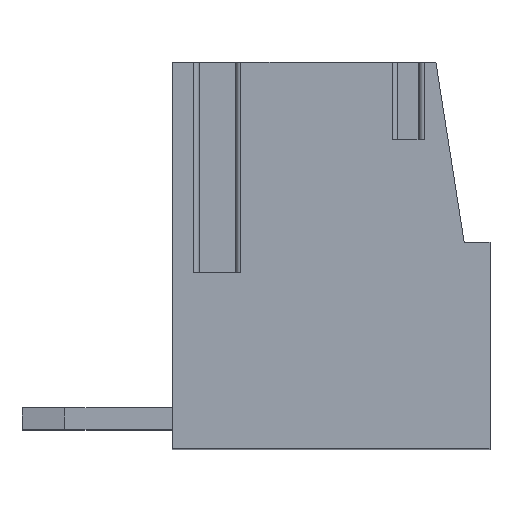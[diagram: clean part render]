
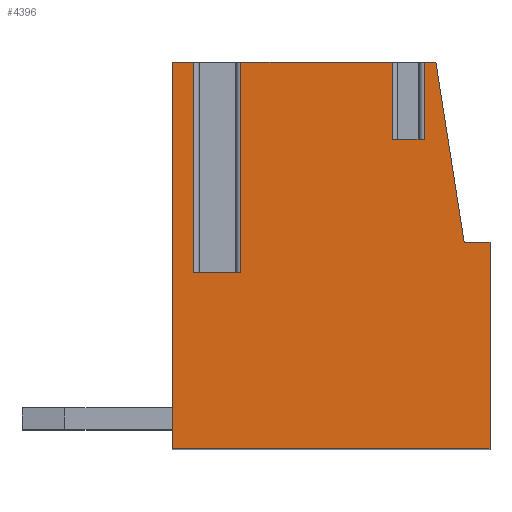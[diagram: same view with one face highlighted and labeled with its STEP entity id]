
A CAD part, top view. The second image highlights one B-rep face of the part: STEP entity #4396.
In plain terms, the highlighted planar face has unit normal (0, 0, 1).
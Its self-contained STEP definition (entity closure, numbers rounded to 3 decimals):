
#902=DIRECTION('',(0.,1.,0.));
#903=VECTOR('',#902,1.8);
#904=CARTESIAN_POINT('',(1.436,2.4,1.905));
#905=LINE('',#904,#903);
#906=DIRECTION('',(0.,1.,0.));
#907=VECTOR('',#906,1.8);
#908=CARTESIAN_POINT('',(2.164,2.4,1.905));
#909=LINE('',#908,#907);
#910=DIRECTION('',(-1.,0.,0.));
#911=VECTOR('',#910,0.276);
#912=CARTESIAN_POINT('',(2.44,4.2,1.905));
#913=LINE('',#912,#911);
#914=DIRECTION('',(-0.155,0.988,0.));
#915=VECTOR('',#914,4.252);
#916=CARTESIAN_POINT('',(3.1,0.,1.905));
#917=LINE('',#916,#915);
#918=DIRECTION('',(-1.,0.,0.));
#919=VECTOR('',#918,0.6);
#920=CARTESIAN_POINT('',(3.7,0.,1.905));
#921=LINE('',#920,#919);
#922=DIRECTION('',(0.,1.,0.));
#923=VECTOR('',#922,4.8);
#924=CARTESIAN_POINT('',(3.7,-4.8,1.905));
#925=LINE('',#924,#923);
#926=DIRECTION('',(1.,0.,0.));
#927=VECTOR('',#926,7.4);
#928=CARTESIAN_POINT('',(-3.7,-4.8,1.905));
#929=LINE('',#928,#927);
#930=DIRECTION('',(0.,-1.,0.));
#931=VECTOR('',#930,9.);
#932=CARTESIAN_POINT('',(-3.7,4.2,1.905));
#933=LINE('',#932,#931);
#934=DIRECTION('',(-1.,0.,0.));
#935=VECTOR('',#934,0.504);
#936=CARTESIAN_POINT('',(-3.196,4.2,1.905));
#937=LINE('',#936,#935);
#938=DIRECTION('',(0.,1.,0.));
#939=VECTOR('',#938,4.9);
#940=CARTESIAN_POINT('',(-3.196,-0.7,1.905));
#941=LINE('',#940,#939);
#942=DIRECTION('',(-1.,0.,0.));
#943=VECTOR('',#942,1.093);
#944=CARTESIAN_POINT('',(-2.104,-0.7,1.905));
#945=LINE('',#944,#943);
#946=DIRECTION('',(0.,1.,0.));
#947=VECTOR('',#946,4.9);
#948=CARTESIAN_POINT('',(-2.104,-0.7,1.905));
#949=LINE('',#948,#947);
#950=DIRECTION('',(-1.,0.,0.));
#951=VECTOR('',#950,3.54);
#952=CARTESIAN_POINT('',(1.436,4.2,1.905));
#953=LINE('',#952,#951);
#963=DIRECTION('',(1.,0.,0.));
#964=VECTOR('',#963,0.728);
#965=CARTESIAN_POINT('',(1.436,2.4,1.905));
#966=LINE('',#965,#964);
#2465=CARTESIAN_POINT('',(3.7,0.,1.905));
#2466=CARTESIAN_POINT('',(3.1,0.,1.905));
#2467=VERTEX_POINT('',#2465);
#2468=VERTEX_POINT('',#2466);
#2469=CARTESIAN_POINT('',(2.44,4.2,1.905));
#2470=VERTEX_POINT('',#2469);
#2471=CARTESIAN_POINT('',(-3.7,4.2,1.905));
#2472=CARTESIAN_POINT('',(-3.7,-4.8,1.905));
#2473=VERTEX_POINT('',#2471);
#2474=VERTEX_POINT('',#2472);
#2475=CARTESIAN_POINT('',(3.7,-4.8,1.905));
#2476=VERTEX_POINT('',#2475);
#2509=CARTESIAN_POINT('',(-2.104,-0.7,1.905));
#2510=CARTESIAN_POINT('',(-3.196,-0.7,1.905));
#2511=VERTEX_POINT('',#2509);
#2512=VERTEX_POINT('',#2510);
#2513=CARTESIAN_POINT('',(-3.196,4.2,1.905));
#2514=VERTEX_POINT('',#2513);
#2515=CARTESIAN_POINT('',(-2.104,4.2,1.905));
#2516=VERTEX_POINT('',#2515);
#2521=CARTESIAN_POINT('',(1.436,4.2,1.905));
#2522=VERTEX_POINT('',#2521);
#2524=CARTESIAN_POINT('',(2.164,4.2,1.905));
#2526=VERTEX_POINT('',#2524);
#2589=CARTESIAN_POINT('',(1.436,2.4,1.905));
#2590=VERTEX_POINT('',#2589);
#2592=CARTESIAN_POINT('',(2.164,2.4,1.905));
#2594=VERTEX_POINT('',#2592);
#4365=CARTESIAN_POINT('',(0.,0.,1.905));
#4366=DIRECTION('',(0.,0.,1.));
#4367=DIRECTION('',(1.,0.,0.));
#4368=AXIS2_PLACEMENT_3D('',#4365,#4366,#4367);
#4369=PLANE('',#4368);
#4371=ORIENTED_EDGE('',*,*,#4370,.F.);
#4373=ORIENTED_EDGE('',*,*,#4372,.T.);
#4375=ORIENTED_EDGE('',*,*,#4374,.T.);
#4376=ORIENTED_EDGE('',*,*,#3296,.F.);
#4378=ORIENTED_EDGE('',*,*,#4377,.F.);
#4380=ORIENTED_EDGE('',*,*,#4379,.F.);
#4382=ORIENTED_EDGE('',*,*,#4381,.F.);
#4384=ORIENTED_EDGE('',*,*,#4383,.F.);
#4385=ORIENTED_EDGE('',*,*,#3421,.F.);
#4386=ORIENTED_EDGE('',*,*,#3320,.F.);
#4388=ORIENTED_EDGE('',*,*,#4387,.F.);
#4390=ORIENTED_EDGE('',*,*,#4389,.F.);
#4392=ORIENTED_EDGE('',*,*,#4391,.T.);
#4393=ORIENTED_EDGE('',*,*,#3308,.F.);
#4394=EDGE_LOOP('',(#4371,#4373,#4375,#4376,#4378,#4380,#4382,#4384,#4385,#4386,
#4388,#4390,#4392,#4393));
#4395=FACE_OUTER_BOUND('',#4394,.F.);
#3296=EDGE_CURVE('',#2470,#2526,#913,.T.);
#3308=EDGE_CURVE('',#2522,#2516,#953,.T.);
#3320=EDGE_CURVE('',#2514,#2473,#937,.T.);
#3421=EDGE_CURVE('',#2473,#2474,#933,.T.);
#4370=EDGE_CURVE('',#2590,#2522,#905,.T.);
#4372=EDGE_CURVE('',#2590,#2594,#966,.T.);
#4374=EDGE_CURVE('',#2594,#2526,#909,.T.);
#4377=EDGE_CURVE('',#2468,#2470,#917,.T.);
#4379=EDGE_CURVE('',#2467,#2468,#921,.T.);
#4381=EDGE_CURVE('',#2476,#2467,#925,.T.);
#4383=EDGE_CURVE('',#2474,#2476,#929,.T.);
#4387=EDGE_CURVE('',#2512,#2514,#941,.T.);
#4389=EDGE_CURVE('',#2511,#2512,#945,.T.);
#4391=EDGE_CURVE('',#2511,#2516,#949,.T.);
#4396=ADVANCED_FACE('',(#4395),#4369,.T.);
